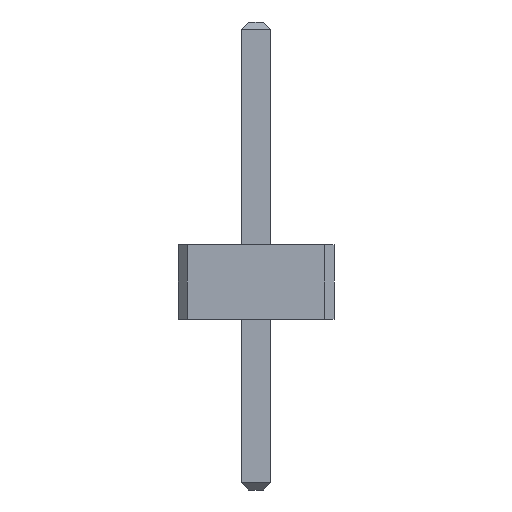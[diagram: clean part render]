
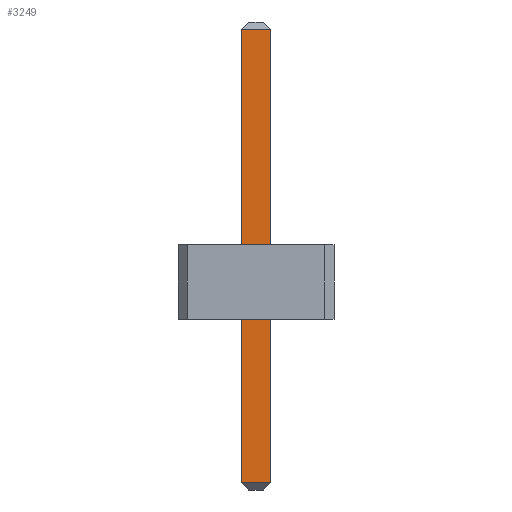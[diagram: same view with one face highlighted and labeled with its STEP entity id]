
A CAD part, front view. The second image highlights one B-rep face of the part: STEP entity #3249.
In plain terms, the highlighted planar face has unit normal (0, -1, 0).
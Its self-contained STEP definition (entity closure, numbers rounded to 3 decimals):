
#13=DIRECTION('',(0.,0.,1.));
#27=VECTOR('',#13,1.);
#67=DIRECTION('',(1.,0.,0.));
#1523=VECTOR('',#67,1.);
#1534=DIRECTION('',(0.,1.,0.));
#3226=EDGE_CURVE('',#3227,#3229,#3231,.T.);
#3227=VERTEX_POINT('',#3228);
#3228=CARTESIAN_POINT('',(-0.2,-31.95,-2.2));
#3229=VERTEX_POINT('',#3230);
#3230=CARTESIAN_POINT('',(-0.2,-31.95,3.9));
#3231=LINE('',#3232,#27);
#3232=CARTESIAN_POINT('',(-0.2,-31.95,-2.3));
#3249=ADVANCED_FACE('',(#3250),#3267,.F.);
#3250=FACE_BOUND('',#3251,.F.);
#3251=EDGE_LOOP('',(#3252,#3260,#3263,#3264));
#3252=ORIENTED_EDGE('',*,*,#3253,.F.);
#3253=EDGE_CURVE('',#3254,#3256,#3258,.T.);
#3254=VERTEX_POINT('',#3255);
#3255=CARTESIAN_POINT('',(0.2,-31.95,-2.2));
#3256=VERTEX_POINT('',#3257);
#3257=CARTESIAN_POINT('',(0.2,-31.95,3.9));
#3258=LINE('',#3259,#27);
#3259=CARTESIAN_POINT('',(0.2,-31.95,-2.3));
#3260=ORIENTED_EDGE('',*,*,#3261,.F.);
#3261=EDGE_CURVE('',#3227,#3254,#3262,.T.);
#3262=LINE('',#3228,#1523);
#3263=ORIENTED_EDGE('',*,*,#3226,.T.);
#3264=ORIENTED_EDGE('',*,*,#3265,.T.);
#3265=EDGE_CURVE('',#3229,#3256,#3266,.T.);
#3266=LINE('',#3230,#1523);
#3267=PLANE('',#3268);
#3268=AXIS2_PLACEMENT_3D('',#3232,#1534,#13);
